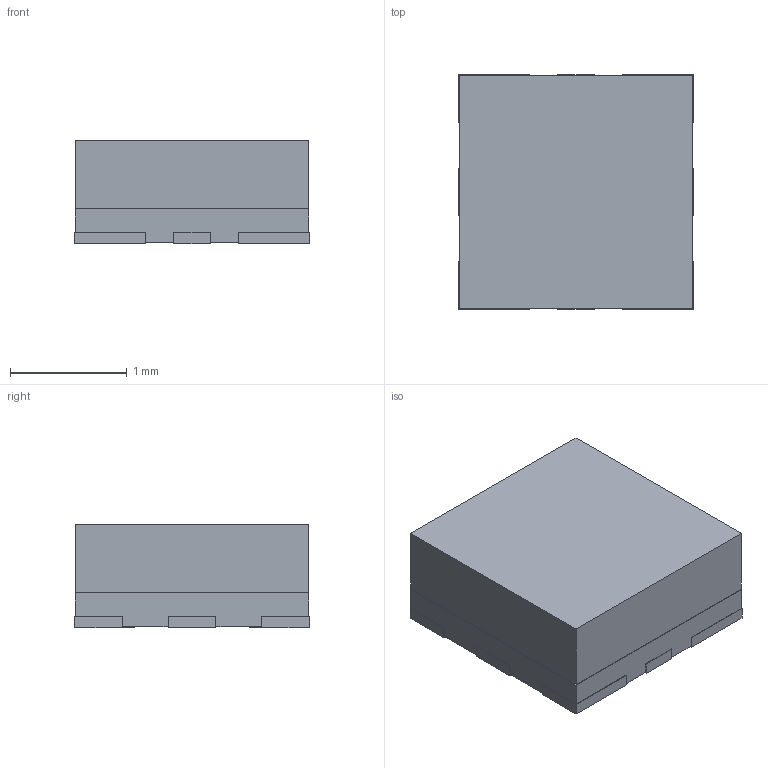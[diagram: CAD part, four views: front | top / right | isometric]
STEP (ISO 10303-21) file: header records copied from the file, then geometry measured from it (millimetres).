
FILE_DESCRIPTION(('FreeCAD Model'),'2;1');
FILE_NAME('Group003.step', '2019-10-01T11:10:58',('kicad StepUp'),('ksu MCAD'), 'Open CASCADE STEP processor 7.3','FreeCAD','Unknown');
FILE_SCHEMA(('AUTOMOTIVE_DESIGN { 1 0 10303 214 1 1 1 1 }'));
Length unit declared in the file: millimetre
Products named in the file (1): Group003
Bounding box: 2.01 x 2.01 x 0.89 mm (x, y, z)
Volume: 3.5 mm3; surface area: 23.7 mm2
Topology: 2 solids, 2 shells, 100 faces, 264 edges, 176 vertices
Faces by surface type: plane 100
Entity records: 3744 total; most frequent: CARTESIAN_POINT 541, ORIENTED_EDGE 528, DIRECTION 466, EDGE_CURVE 264, LINE 264, VECTOR 264, VERTEX_POINT 176, FACE_BOUND 108
